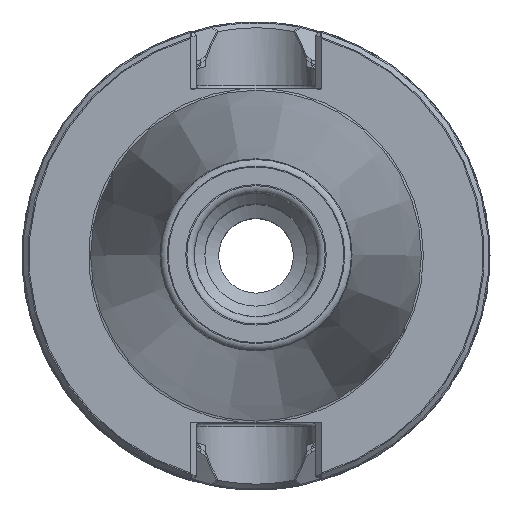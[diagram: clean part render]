
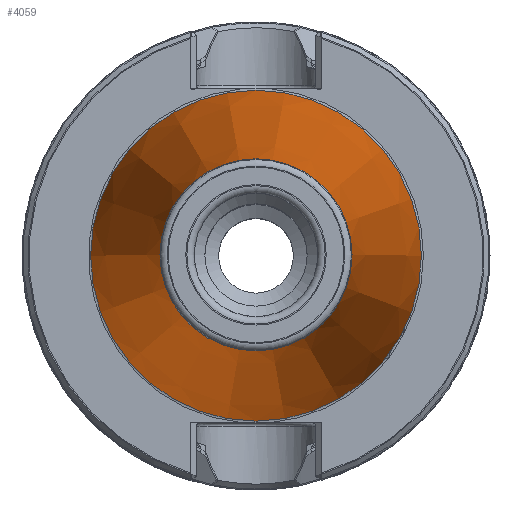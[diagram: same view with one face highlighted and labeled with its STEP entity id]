
A CAD part, top view. The second image highlights one B-rep face of the part: STEP entity #4059.
In plain terms, the highlighted conical face has half-angle 8.297 degrees and reference radius 12.867 mm.
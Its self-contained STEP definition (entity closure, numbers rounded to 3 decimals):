
#493=CONICAL_SURFACE('',#4373,12.867,0.145);
#999=ORIENTED_EDGE('',*,*,#1556,.T.);
#1000=ORIENTED_EDGE('',*,*,#1557,.T.);
#1556=EDGE_CURVE('',#1870,#1870,#2014,.F.);
#1557=EDGE_CURVE('',#1871,#1871,#2015,.T.);
#1870=VERTEX_POINT('',#6239);
#1871=VERTEX_POINT('',#6241);
#2014=CIRCLE('',#4374,12.992);
#2015=CIRCLE('',#4375,22.375);
#2205=EDGE_LOOP('',(#999));
#2206=EDGE_LOOP('',(#1000));
#2465=FACE_BOUND('',#2205,.T.);
#2466=FACE_BOUND('',#2206,.T.);
#4059=ADVANCED_FACE('',(#2465,#2466),#493,.T.);
#4373=AXIS2_PLACEMENT_3D('',#6237,#5042,#5043);
#4374=AXIS2_PLACEMENT_3D('',#6238,#5044,#5045);
#4375=AXIS2_PLACEMENT_3D('',#6240,#5046,#5047);
#5042=DIRECTION('',(0.,0.,-1.));
#5043=DIRECTION('',(-1.,0.,0.));
#5044=DIRECTION('',(0.,0.,1.));
#5045=DIRECTION('',(1.,0.,0.));
#5046=DIRECTION('',(0.,0.,1.));
#5047=DIRECTION('',(1.,0.,0.));
#6237=CARTESIAN_POINT('',(0.,0.,65.6));
#6238=CARTESIAN_POINT('',(0.,0.,64.744));
#6239=CARTESIAN_POINT('',(12.992,0.,64.744));
#6240=CARTESIAN_POINT('',(0.,0.,0.4));
#6241=CARTESIAN_POINT('',(22.375,0.,0.4));
